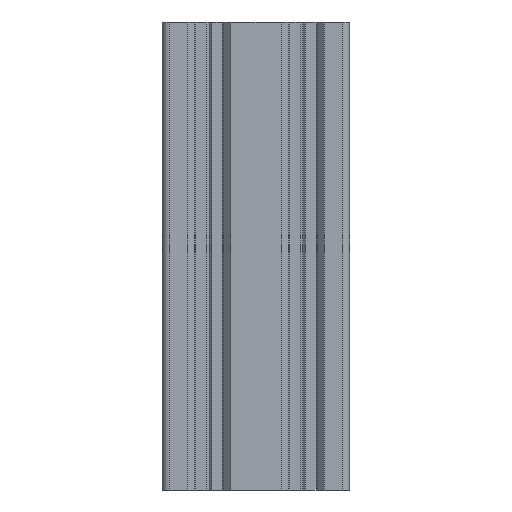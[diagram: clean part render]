
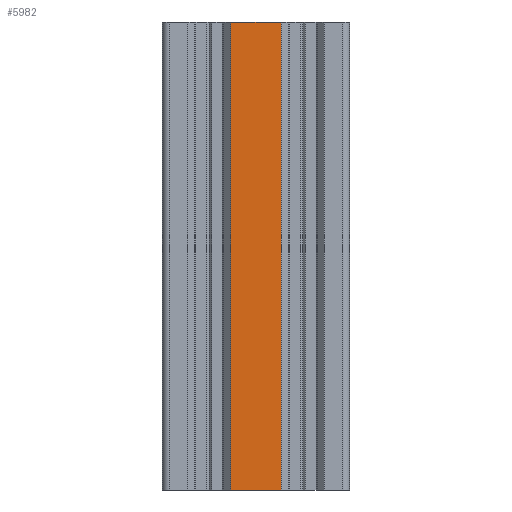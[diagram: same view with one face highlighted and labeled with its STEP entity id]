
A CAD part, left-side view. The second image highlights one B-rep face of the part: STEP entity #5982.
In plain terms, the highlighted planar face has unit normal (-1, 0, 0).
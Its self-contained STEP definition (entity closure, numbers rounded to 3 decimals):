
#246=PLANE('',#6308);
#534=FACE_OUTER_BOUND('',#833,.T.);
#833=EDGE_LOOP('',(#5199,#5200,#5201,#5202));
#1392=LINE('',#8832,#2226);
#1616=LINE('',#9296,#2450);
#1617=LINE('',#9299,#2451);
#1618=LINE('',#9300,#2452);
#2226=VECTOR('',#7176,10.);
#2450=VECTOR('',#7572,10.);
#2451=VECTOR('',#7575,10.);
#2452=VECTOR('',#7576,10.);
#2957=VERTEX_POINT('',#8829);
#2958=VERTEX_POINT('',#8831);
#3112=VERTEX_POINT('',#9294);
#3113=VERTEX_POINT('',#9298);
#3671=EDGE_CURVE('',#2957,#2958,#1392,.T.);
#3904=EDGE_CURVE('',#2957,#3112,#1616,.T.);
#3905=EDGE_CURVE('',#3113,#3112,#1617,.T.);
#3906=EDGE_CURVE('',#2958,#3113,#1618,.T.);
#5199=ORIENTED_EDGE('',*,*,#3904,.T.);
#5200=ORIENTED_EDGE('',*,*,#3905,.F.);
#5201=ORIENTED_EDGE('',*,*,#3906,.F.);
#5202=ORIENTED_EDGE('',*,*,#3671,.F.);
#5982=ADVANCED_FACE('',(#534),#246,.T.);
#6308=AXIS2_PLACEMENT_3D('',#9297,#7573,#7574);
#7176=DIRECTION('',(0.,1.,0.));
#7572=DIRECTION('',(0.,0.,1.));
#7573=DIRECTION('center_axis',(-1.,0.,0.));
#7574=DIRECTION('ref_axis',(0.,-1.,0.));
#7575=DIRECTION('',(0.,-1.,0.));
#7576=DIRECTION('',(0.,0.,1.));
#8829=CARTESIAN_POINT('',(-40.,-15.42,-50.));
#8831=CARTESIAN_POINT('',(-40.,-4.58,-50.));
#8832=CARTESIAN_POINT('',(-40.,-4.58,-50.));
#9294=CARTESIAN_POINT('',(-40.,-15.42,50.));
#9296=CARTESIAN_POINT('',(-40.,-15.42,0.));
#9297=CARTESIAN_POINT('Origin',(-40.,-4.58,0.));
#9298=CARTESIAN_POINT('',(-40.,-4.58,50.));
#9299=CARTESIAN_POINT('',(-40.,-4.58,50.));
#9300=CARTESIAN_POINT('',(-40.,-4.58,0.));
